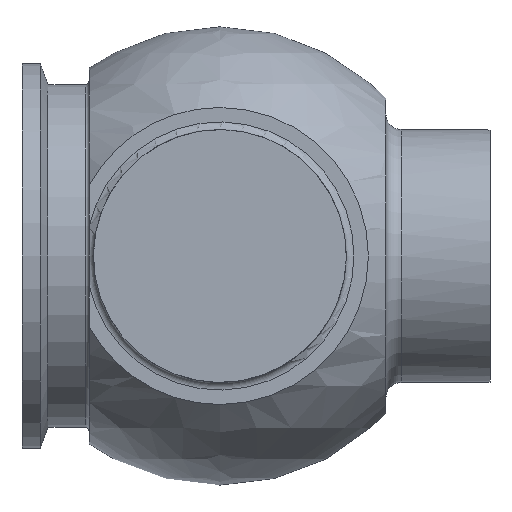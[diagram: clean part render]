
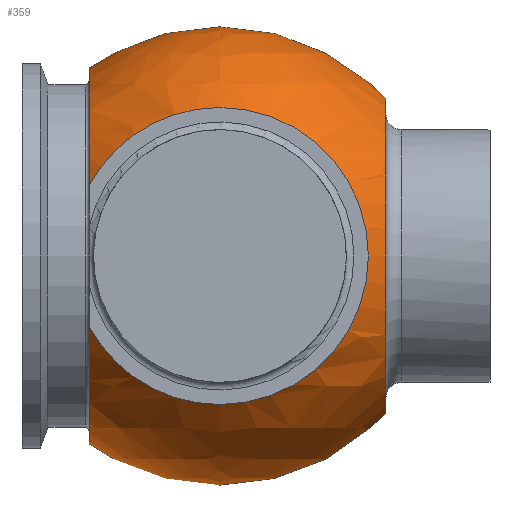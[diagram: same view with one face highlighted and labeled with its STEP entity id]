
A CAD part, left-side view. The second image highlights one B-rep face of the part: STEP entity #359.
In plain terms, the highlighted spherical face has radius 46.025 mm.
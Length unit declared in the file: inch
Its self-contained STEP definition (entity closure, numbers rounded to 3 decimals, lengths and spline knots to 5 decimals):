
#23=FACE_BOUND('',#64,.T.);
#26=SPHERICAL_SURFACE('',#432,1.812);
#44=FACE_OUTER_BOUND('',#63,.T.);
#63=EDGE_LOOP('',(#300,#301,#302,#303,#304,#305,#306,#307,#308,#309));
#64=EDGE_LOOP('',(#310));
#129=CIRCLE('',#433,1.17428);
#130=CIRCLE('',#434,1.48732);
#131=CIRCLE('',#435,1.17428);
#132=CIRCLE('',#436,1.812);
#133=CIRCLE('',#437,1.17428);
#134=CIRCLE('',#438,1.812);
#135=CIRCLE('',#439,1.17428);
#136=CIRCLE('',#440,1.48732);
#137=CIRCLE('',#441,1.24875);
#170=VERTEX_POINT('',#690);
#171=VERTEX_POINT('',#691);
#172=VERTEX_POINT('',#693);
#173=VERTEX_POINT('',#695);
#174=VERTEX_POINT('',#697);
#175=VERTEX_POINT('',#699);
#176=VERTEX_POINT('',#701);
#177=VERTEX_POINT('',#703);
#178=VERTEX_POINT('',#706);
#221=EDGE_CURVE('',#170,#171,#129,.T.);
#222=EDGE_CURVE('',#172,#171,#130,.T.);
#223=EDGE_CURVE('',#173,#172,#131,.T.);
#224=EDGE_CURVE('',#173,#174,#132,.T.);
#225=EDGE_CURVE('',#175,#173,#133,.T.);
#226=EDGE_CURVE('',#176,#175,#134,.T.);
#227=EDGE_CURVE('',#177,#175,#135,.T.);
#228=EDGE_CURVE('',#170,#177,#136,.T.);
#229=EDGE_CURVE('',#178,#178,#137,.T.);
#300=ORIENTED_EDGE('',*,*,#221,.T.);
#301=ORIENTED_EDGE('',*,*,#222,.F.);
#302=ORIENTED_EDGE('',*,*,#223,.F.);
#303=ORIENTED_EDGE('',*,*,#224,.T.);
#304=ORIENTED_EDGE('',*,*,#224,.F.);
#305=ORIENTED_EDGE('',*,*,#225,.F.);
#306=ORIENTED_EDGE('',*,*,#226,.F.);
#307=ORIENTED_EDGE('',*,*,#226,.T.);
#308=ORIENTED_EDGE('',*,*,#227,.F.);
#309=ORIENTED_EDGE('',*,*,#228,.F.);
#310=ORIENTED_EDGE('',*,*,#229,.T.);
#359=ADVANCED_FACE('',(#44,#23),#26,.T.);
#432=AXIS2_PLACEMENT_3D('',#689,#546,#547);
#433=AXIS2_PLACEMENT_3D('',#692,#548,#549);
#434=AXIS2_PLACEMENT_3D('',#694,#550,#551);
#435=AXIS2_PLACEMENT_3D('',#696,#552,#553);
#436=AXIS2_PLACEMENT_3D('',#698,#554,#555);
#437=AXIS2_PLACEMENT_3D('',#700,#556,#557);
#438=AXIS2_PLACEMENT_3D('',#702,#558,#559);
#439=AXIS2_PLACEMENT_3D('',#704,#560,#561);
#440=AXIS2_PLACEMENT_3D('',#705,#562,#563);
#441=AXIS2_PLACEMENT_3D('',#707,#564,#565);
#546=DIRECTION('center_axis',(0.,0.,
-1.));
#547=DIRECTION('ref_axis',(1.,0.,0.));
#548=DIRECTION('center_axis',(-1.,0.,0.));
#549=DIRECTION('ref_axis',(0.,0.,1.));
#550=DIRECTION('center_axis',(0.,1.,0.));
#551=DIRECTION('ref_axis',(-1.,0.,0.));
#552=DIRECTION('center_axis',(-1.,0.,0.));
#553=DIRECTION('ref_axis',(0.,-1.,0.));
#554=DIRECTION('center_axis',(0.,1.,0.));
#555=DIRECTION('ref_axis',(-1.,0.,0.));
#556=DIRECTION('center_axis',(-1.,0.,0.));
#557=DIRECTION('ref_axis',(0.,-1.,0.));
#558=DIRECTION('center_axis',(0.,1.,0.));
#559=DIRECTION('ref_axis',(-1.,0.,0.));
#560=DIRECTION('center_axis',(-1.,0.,0.));
#561=DIRECTION('ref_axis',(0.,-1.,0.));
#562=DIRECTION('center_axis',(0.,1.,0.));
#563=DIRECTION('ref_axis',(-1.,0.,0.));
#564=DIRECTION('center_axis',(0.,1.,0.));
#565=DIRECTION('ref_axis',(-1.,0.,0.));
#689=CARTESIAN_POINT('Origin',(0.,0.,0.));
#690=CARTESIAN_POINT('',(1.38,1.035,-0.55472));
#691=CARTESIAN_POINT('',(1.38,1.035,0.55472));
#692=CARTESIAN_POINT('Origin',(1.38,0.,0.));
#693=CARTESIAN_POINT('',(-1.38,1.035,0.55472));
#694=CARTESIAN_POINT('Origin',(0.,1.035,0.));
#695=CARTESIAN_POINT('',(-1.38,0.,1.17428));
#696=CARTESIAN_POINT('Origin',(-1.38,0.,0.));
#697=CARTESIAN_POINT('',(0.,0.,1.812));
#698=CARTESIAN_POINT('Origin',(0.,0.,0.));
#699=CARTESIAN_POINT('',(-1.38,0.,-1.17428));
#700=CARTESIAN_POINT('Origin',(-1.38,0.,0.));
#701=CARTESIAN_POINT('',(0.,0.,-1.812));
#702=CARTESIAN_POINT('Origin',(0.,0.,0.));
#703=CARTESIAN_POINT('',(-1.38,1.035,-0.55472));
#704=CARTESIAN_POINT('Origin',(-1.38,0.,0.));
#705=CARTESIAN_POINT('Origin',(0.,1.035,0.));
#706=CARTESIAN_POINT('',(1.24875,-1.313,0.));
#707=CARTESIAN_POINT('Origin',(0.,-1.313,0.));
